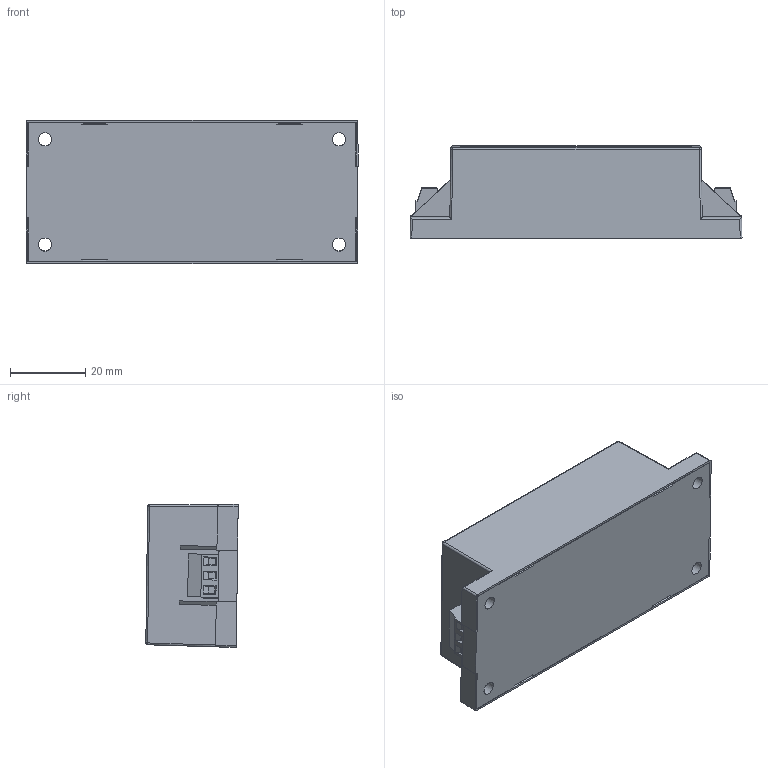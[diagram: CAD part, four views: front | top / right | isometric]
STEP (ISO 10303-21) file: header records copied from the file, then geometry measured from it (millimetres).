
FILE_DESCRIPTION (( 'STEP AP214' ), '1' );
FILE_NAME ('PSE12-125-S.STEP', '2024-06-11T17:27:30', ( '' ), ( '' ), 'SwSTEP 2.0', 'SolidWorks 2023', '' );
FILE_SCHEMA (( 'AUTOMOTIVE_DESIGN' ));
Length unit declared in the file: inch
Products named in the file (1): PSE12-125-S
Bounding box: 88.4 x 24.59 x 38.1 mm (x, y, z)
Volume: 11618 mm3; surface area: 24851.9 mm2
Topology: 4 solids, 4 shells, 488 faces, 1288 edges, 838 vertices
Faces by surface type: plane 328, cylinder 126, torus 17, cone 9, sphere 4, bspline 4
Full cylindrical faces by diameter (mm): 2.785 x2, 2.95 x6, 3.5 x8
Entity records: 16482 total; most frequent: CARTESIAN_POINT 4619, ORIENTED_EDGE 2462, DIRECTION 2344, EDGE_CURVE 1231, VECTOR 892, LINE 892, VERTEX_POINT 817, AXIS2_PLACEMENT_3D 726
